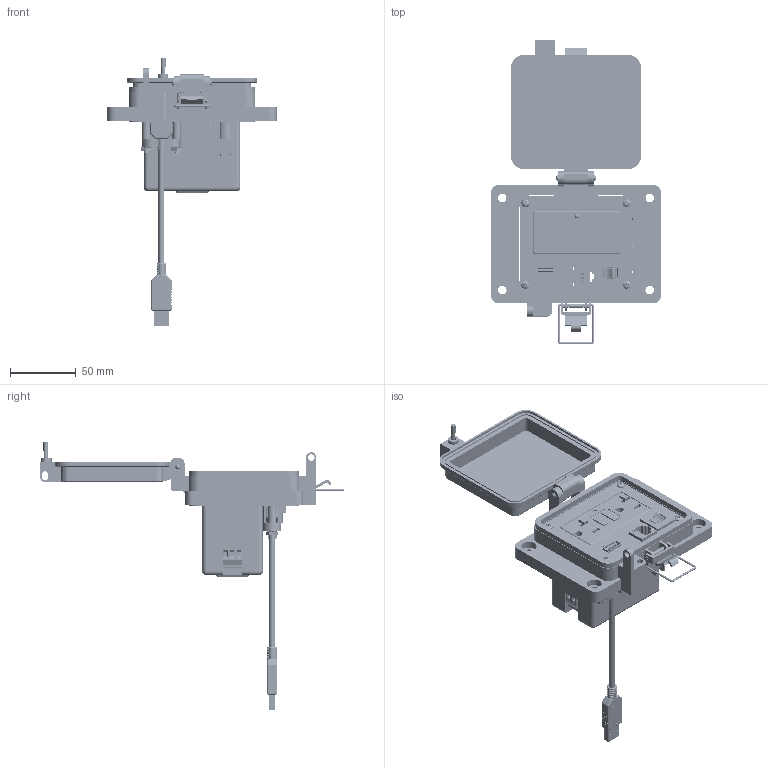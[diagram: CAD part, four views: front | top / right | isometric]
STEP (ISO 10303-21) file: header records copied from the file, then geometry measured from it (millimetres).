
FILE_DESCRIPTION (( 'STEP AP214' ), '1' );
FILE_NAME ('P-P11R2-K3RF3_3D.STEP', '2017-10-16T20:58:01', ( '' ), ( '' ), 'SwSTEP 2.0', 'SolidWorks 2017', '' );
FILE_SCHEMA (( 'AUTOMOTIVE_DESIGN' ));
Length unit declared in the file: millimetre
Products named in the file (18): P-P11R2-K3RF3_TP2; Z_001_SPR114_94639A210; Z_000_632134FH_91771A156; P11; Z-020-3047; P-P11R2-K3RF3_TP1; P-P11R2-K3RF3_BP; P-P11R2-K3RF3_3D; 92005A124_METRIC PAN HEAD PHILLIPS MACHINE SCREW_92005A124; Z-H-K3_B; RF; Z-200-OTLT-RIOF_RF; Z-CB-SM; R2; Z-300-RJ45CAT5; P-P11R2-K3RF3_FP; 90272A106_ZINC-PLTD STL PAN HEAD PHILLIPS MACHINE SCREW_90272A106; Z_002_632516HN_90675A007
Assembly tree (23 placements, depth 3):
  P-P11R2-K3RF3_3D
    P-P11R2-K3RF3_BP
    P-P11R2-K3RF3_TP1
    P11
      Z-020-3047
    Z_000_632134FH_91771A156  x2
    Z_001_SPR114_94639A210  x2
    P-P11R2-K3RF3_TP2
    Z_002_632516HN_90675A007  x2
    90272A106_ZINC-PLTD STL PAN HEAD PHILLIPS MACHINE SCREW_90272A106
    P-P11R2-K3RF3_FP
    R2
      Z-300-RJ45CAT5
    Z-CB-SM
    RF
      Z-200-OTLT-RIOF_RF
    Z-H-K3_B
    92005A124_METRIC PAN HEAD PHILLIPS MACHINE SCREW_92005A124  x4
Bounding box: 129 x 231.28 x 204.1 mm (x, y, z)
Volume: 299803.8 mm3; surface area: 182626.5 mm2
Topology: 36 solids, 36 shells, 4598 faces, 12907 edges, 8492 vertices
Faces by surface type: plane 2195, cylinder 1904, bspline 317, cone 136, torus 36, sphere 10
Entity records: 163756 total; most frequent: CARTESIAN_POINT 42590, ORIENTED_EDGE 20660, DIRECTION 17434, EDGE_CURVE 10330, VERTEX_POINT 6797, LINE 6620, VECTOR 6620, AXIS2_PLACEMENT_3D 5407
